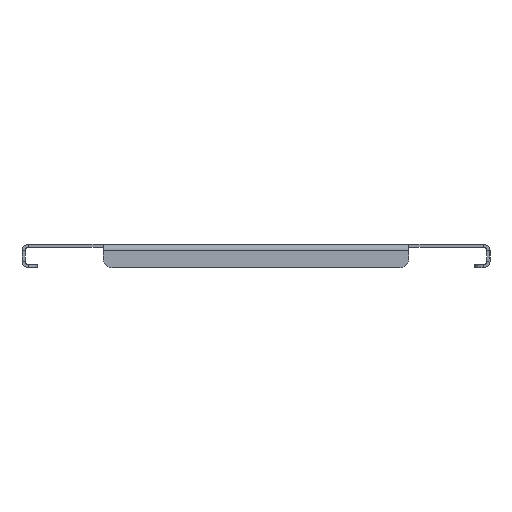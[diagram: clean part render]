
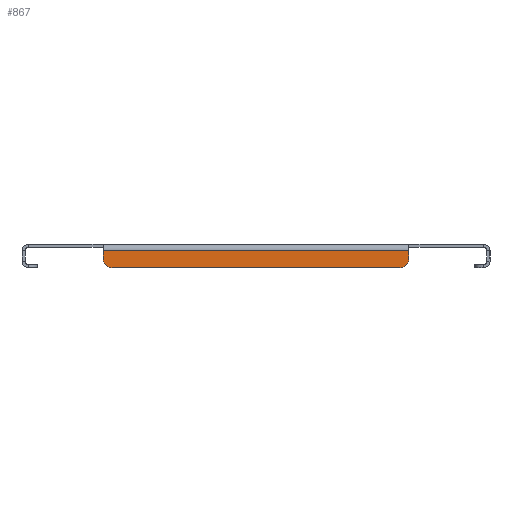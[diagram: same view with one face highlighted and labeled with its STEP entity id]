
A CAD part, left-side view. The second image highlights one B-rep face of the part: STEP entity #867.
In plain terms, the highlighted planar face has unit normal (-1, 0, 0).
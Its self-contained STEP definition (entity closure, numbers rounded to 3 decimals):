
#24 = VERTEX_POINT ( 'NONE', #2437 ) ;
#45 = VECTOR ( 'NONE', #434, 1000. ) ;
#61 = LINE ( 'NONE', #118, #2195 ) ;
#104 = LINE ( 'NONE', #1895, #1806 ) ;
#118 = CARTESIAN_POINT ( 'NONE',  ( -399.5, 98., -15. ) ) ;
#169 = ORIENTED_EDGE ( 'NONE', *, *, #2930, .T. ) ;
#289 = EDGE_CURVE ( 'NONE', #406, #512, #104, .T. ) ;
#292 = EDGE_CURVE ( 'NONE', #2427, #24, #61, .T. ) ;
#341 = ORIENTED_EDGE ( 'NONE', *, *, #1867, .T. ) ;
#379 = ORIENTED_EDGE ( 'NONE', *, *, #2461, .F. ) ;
#406 = VERTEX_POINT ( 'NONE', #1279 ) ;
#429 = CARTESIAN_POINT ( 'NONE',  ( -399.5, 0., 0. ) ) ;
#434 = DIRECTION ( 'NONE',  ( 0., 1., 0. ) ) ;
#491 = CARTESIAN_POINT ( 'NONE',  ( -399.5, -150., -15. ) ) ;
#512 = VERTEX_POINT ( 'NONE', #1611 ) ;
#516 = CIRCLE ( 'NONE', #997, 6. ) ;
#641 = LINE ( 'NONE', #1553, #1426 ) ;
#672 = CARTESIAN_POINT ( 'NONE',  ( -399.5, 98., -4. ) ) ;
#749 = DIRECTION ( 'NONE',  ( -1., 0., 0. ) ) ;
#835 = ORIENTED_EDGE ( 'NONE', *, *, #1827, .F. ) ;
#853 = ORIENTED_EDGE ( 'NONE', *, *, #289, .T. ) ;
#867 = ADVANCED_FACE ( 'NONE', ( #2772 ), #2959, .F. ) ;
#987 = CARTESIAN_POINT ( 'NONE',  ( -399.5, 92., -15. ) ) ;
#997 = AXIS2_PLACEMENT_3D ( 'NONE', #2813, #749, #2591 ) ;
#1033 = DIRECTION ( 'NONE',  ( 0., 0., -1. ) ) ;
#1199 = CIRCLE ( 'NONE', #1769, 6. ) ;
#1279 = CARTESIAN_POINT ( 'NONE',  ( -399.5, -98., -9. ) ) ;
#1361 = DIRECTION ( 'NONE',  ( 1., 0., 0. ) ) ;
#1426 = VECTOR ( 'NONE', #2256, 1000. ) ;
#1525 = AXIS2_PLACEMENT_3D ( 'NONE', #429, #1361, #1789 ) ;
#1553 = CARTESIAN_POINT ( 'NONE',  ( -399.5, -150., -4. ) ) ;
#1611 = CARTESIAN_POINT ( 'NONE',  ( -399.5, -98., -4. ) ) ;
#1631 = VERTEX_POINT ( 'NONE', #987 ) ;
#1769 = AXIS2_PLACEMENT_3D ( 'NONE', #2112, #1922, #2841 ) ;
#1789 = DIRECTION ( 'NONE',  ( 0., 0., -1. ) ) ;
#1806 = VECTOR ( 'NONE', #2403, 1000. ) ;
#1827 = EDGE_CURVE ( 'NONE', #2427, #512, #641, .T. ) ;
#1829 = CARTESIAN_POINT ( 'NONE',  ( -399.5, -92., -15. ) ) ;
#1867 = EDGE_CURVE ( 'NONE', #24, #1631, #516, .T. ) ;
#1895 = CARTESIAN_POINT ( 'NONE',  ( -399.5, -98., -15. ) ) ;
#1909 = VERTEX_POINT ( 'NONE', #1829 ) ;
#1922 = DIRECTION ( 'NONE',  ( -1., 0., 0. ) ) ;
#2112 = CARTESIAN_POINT ( 'NONE',  ( -399.5, -92., -9. ) ) ;
#2195 = VECTOR ( 'NONE', #1033, 1000. ) ;
#2216 = EDGE_LOOP ( 'NONE', ( #379, #169, #853, #835, #2240, #341 ) ) ;
#2240 = ORIENTED_EDGE ( 'NONE', *, *, #292, .T. ) ;
#2256 = DIRECTION ( 'NONE',  ( 0., -1., 0. ) ) ;
#2403 = DIRECTION ( 'NONE',  ( 0., 0., 1. ) ) ;
#2427 = VERTEX_POINT ( 'NONE', #672 ) ;
#2437 = CARTESIAN_POINT ( 'NONE',  ( -399.5, 98., -9. ) ) ;
#2461 = EDGE_CURVE ( 'NONE', #1909, #1631, #2558, .T. ) ;
#2558 = LINE ( 'NONE', #491, #45 ) ;
#2591 = DIRECTION ( 'NONE',  ( 0., 0., -1. ) ) ;
#2772 = FACE_OUTER_BOUND ( 'NONE', #2216, .T. ) ;
#2813 = CARTESIAN_POINT ( 'NONE',  ( -399.5, 92., -9. ) ) ;
#2841 = DIRECTION ( 'NONE',  ( 0., 0., -1. ) ) ;
#2930 = EDGE_CURVE ( 'NONE', #1909, #406, #1199, .T. ) ;
#2959 = PLANE ( 'NONE',  #1525 ) ;
